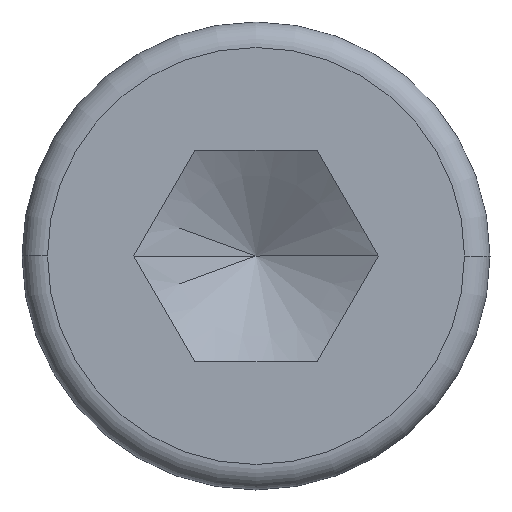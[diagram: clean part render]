
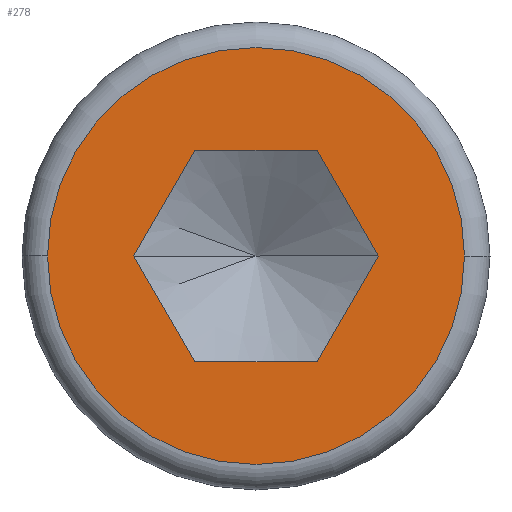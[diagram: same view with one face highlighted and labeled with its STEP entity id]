
A CAD part, left-side view. The second image highlights one B-rep face of the part: STEP entity #278.
In plain terms, the highlighted planar face has unit normal (-1, 0, 0).
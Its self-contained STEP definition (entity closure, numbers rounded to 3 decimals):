
#5 = EDGE_CURVE ( 'NONE', #305, #43, #649, .T. ) ;
#16 = VERTEX_POINT ( 'NONE', #615 ) ;
#19 = EDGE_CURVE ( 'NONE', #43, #16, #583, .T. ) ;
#20 = EDGE_CURVE ( 'NONE', #265, #297, #604, .T. ) ;
#24 = EDGE_CURVE ( 'NONE', #16, #308, #592, .T. ) ;
#26 = ORIENTED_EDGE ( 'NONE', *, *, #279, .T. ) ;
#27 = ORIENTED_EDGE ( 'NONE', *, *, #19, .F. ) ;
#33 = ORIENTED_EDGE ( 'NONE', *, *, #20, .T. ) ;
#36 = EDGE_LOOP ( 'NONE', ( #26, #33 ) ) ;
#43 = VERTEX_POINT ( 'NONE', #132 ) ;
#44 = ORIENTED_EDGE ( 'NONE', *, *, #5, .F. ) ;
#132 = CARTESIAN_POINT ( 'NONE',  ( -3., 0.718, 1.244 ) ) ;
#249 = ORIENTED_EDGE ( 'NONE', *, *, #24, .F. ) ;
#265 = VERTEX_POINT ( 'NONE', #549 ) ;
#270 = EDGE_LOOP ( 'NONE', ( #274, #271, #306, #249, #27, #44 ) ) ;
#271 = ORIENTED_EDGE ( 'NONE', *, *, #272, .F. ) ;
#272 = EDGE_CURVE ( 'NONE', #273, #300, #539, .T. ) ;
#273 = VERTEX_POINT ( 'NONE', #535 ) ;
#274 = ORIENTED_EDGE ( 'NONE', *, *, #299, .F. ) ;
#278 = ADVANCED_FACE ( 'NONE', ( #533, #532 ), #572, .F. ) ;
#279 = EDGE_CURVE ( 'NONE', #297, #265, #496, .T. ) ;
#297 = VERTEX_POINT ( 'NONE', #510 ) ;
#299 = EDGE_CURVE ( 'NONE', #300, #305, #528, .T. ) ;
#300 = VERTEX_POINT ( 'NONE', #524 ) ;
#305 = VERTEX_POINT ( 'NONE', #660 ) ;
#306 = ORIENTED_EDGE ( 'NONE', *, *, #307, .F. ) ;
#307 = EDGE_CURVE ( 'NONE', #308, #273, #661, .T. ) ;
#308 = VERTEX_POINT ( 'NONE', #662 ) ;
#494 = DIRECTION ( 'NONE',  ( -1., 0., 0. ) ) ;
#495 = AXIS2_PLACEMENT_3D ( 'NONE', #505, #494, #562 ) ;
#496 = CIRCLE ( 'NONE', #495, 2.45 ) ;
#502 = DIRECTION ( 'NONE',  ( 0., 1., 0. ) ) ;
#503 = DIRECTION ( 'NONE',  ( 1., 0., 0. ) ) ;
#504 = CARTESIAN_POINT ( 'NONE',  ( -3., 1.437, 0. ) ) ;
#505 = CARTESIAN_POINT ( 'NONE',  ( -3., 0., 0. ) ) ;
#510 = CARTESIAN_POINT ( 'NONE',  ( -3., -2.45, 0. ) ) ;
#524 = CARTESIAN_POINT ( 'NONE',  ( -3., -1.437, 0. ) ) ;
#525 = DIRECTION ( 'NONE',  ( 0., 0.5, 0.866 ) ) ;
#526 = VECTOR ( 'NONE', #525, 1000. ) ;
#527 = CARTESIAN_POINT ( 'NONE',  ( -3., -1.436, 0. ) ) ;
#528 = LINE ( 'NONE', #527, #526 ) ;
#532 = FACE_OUTER_BOUND ( 'NONE', #36, .T. ) ;
#533 = FACE_BOUND ( 'NONE', #270, .T. ) ;
#535 = CARTESIAN_POINT ( 'NONE',  ( -3., -0.718, -1.244 ) ) ;
#536 = DIRECTION ( 'NONE',  ( 0., -0.5, 0.866 ) ) ;
#537 = VECTOR ( 'NONE', #536, 1000. ) ;
#538 = CARTESIAN_POINT ( 'NONE',  ( -3., -0.718, -1.244 ) ) ;
#539 = LINE ( 'NONE', #538, #537 ) ;
#549 = CARTESIAN_POINT ( 'NONE',  ( -3., 2.45, 0. ) ) ;
#562 = DIRECTION ( 'NONE',  ( 0., -1., 0. ) ) ;
#571 = AXIS2_PLACEMENT_3D ( 'NONE', #504, #503, #502 ) ;
#572 = PLANE ( 'NONE',  #571 ) ;
#579 = CARTESIAN_POINT ( 'NONE',  ( -3., 0.718, 1.244 ) ) ;
#583 = LINE ( 'NONE', #579, #606 ) ;
#589 = DIRECTION ( 'NONE',  ( 0., -0.5, -0.866 ) ) ;
#590 = VECTOR ( 'NONE', #589, 1000. ) ;
#591 = CARTESIAN_POINT ( 'NONE',  ( -3., 1.437, 0. ) ) ;
#592 = LINE ( 'NONE', #591, #590 ) ;
#604 = CIRCLE ( 'NONE', #611, 2.45 ) ;
#605 = DIRECTION ( 'NONE',  ( 0., 0.5, -0.866 ) ) ;
#606 = VECTOR ( 'NONE', #605, 1000. ) ;
#608 = DIRECTION ( 'NONE',  ( 0., -1., 0. ) ) ;
#609 = DIRECTION ( 'NONE',  ( -1., 0., 0. ) ) ;
#610 = CARTESIAN_POINT ( 'NONE',  ( -3., 0., 0. ) ) ;
#611 = AXIS2_PLACEMENT_3D ( 'NONE', #610, #609, #608 ) ;
#615 = CARTESIAN_POINT ( 'NONE',  ( -3., 1.437, 0. ) ) ;
#629 = DIRECTION ( 'NONE',  ( 0., 1., 0. ) ) ;
#630 = VECTOR ( 'NONE', #629, 1000. ) ;
#648 = CARTESIAN_POINT ( 'NONE',  ( -3., -0.718, 1.244 ) ) ;
#649 = LINE ( 'NONE', #648, #630 ) ;
#660 = CARTESIAN_POINT ( 'NONE',  ( -3., -0.718, 1.244 ) ) ;
#661 = LINE ( 'NONE', #694, #693 ) ;
#662 = CARTESIAN_POINT ( 'NONE',  ( -3., 0.718, -1.244 ) ) ;
#692 = DIRECTION ( 'NONE',  ( 0., -1., 0. ) ) ;
#693 = VECTOR ( 'NONE', #692, 1000. ) ;
#694 = CARTESIAN_POINT ( 'NONE',  ( -3., 0.718, -1.244 ) ) ;
